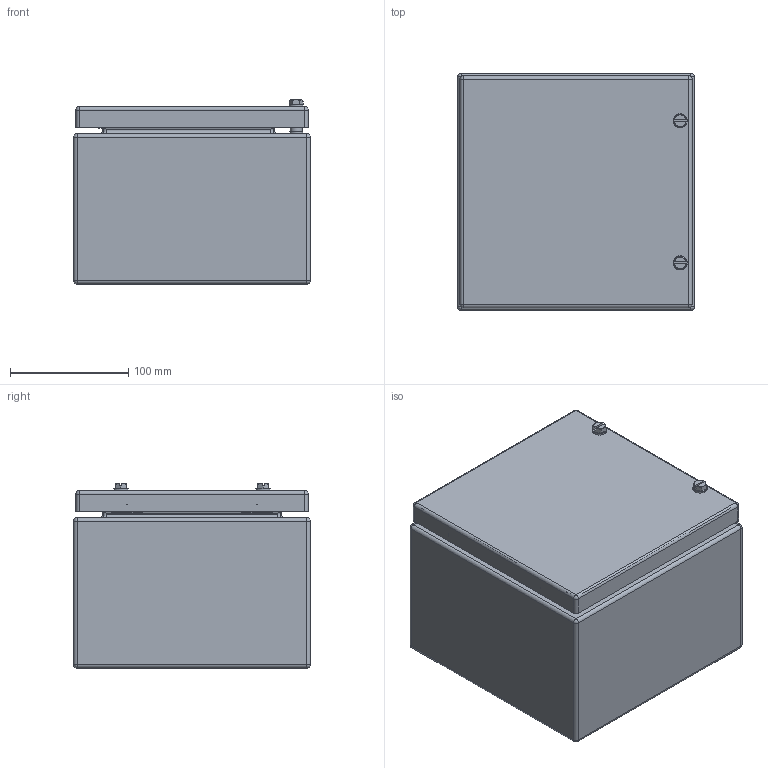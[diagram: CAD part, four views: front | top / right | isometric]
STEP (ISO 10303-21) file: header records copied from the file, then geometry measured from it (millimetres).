
FILE_DESCRIPTION(('CATIA V5R22 STEP214','CAx-IF Rec.Pracs.--- Model Styling and Organization---1.4--- 2014-01-23'),'2;1');
FILE_NAME ('D1518366_1_8000090342_LD_8000090342_KEBI_HS202015_S2N0_AL.stp','2022-02-03T12:45:19+00:00',('none'),('Weidmueller'),'CATIA Version 5-6 Release 2016 SP3 HF44','CATIA V5 STEP AP214','none');
FILE_SCHEMA(('AUTOMOTIVE_DESIGN { 1 0 10303 214 1 1 1 1 }'));
Length unit declared in the file: millimetre
Products named in the file (1): HS KEBI 200X200X150 0GP
Bounding box: 200 x 200 x 155.6 mm (x, y, z)
Volume: 438603.1 mm3; surface area: 499013.1 mm2
Topology: 25 solids, 25 shells, 602 faces, 1460 edges, 912 vertices
Faces by surface type: cylinder 268, plane 242, cone 28, sphere 24, torus 24, bspline 16
Entity records: 18727 total; most frequent: CARTESIAN_POINT 5321, ORIENTED_EDGE 2872, DIRECTION 2383, EDGE_CURVE 1436, AXIS2_PLACEMENT_3D 1050, VERTEX_POINT 912, VECTOR 748, LINE 748
